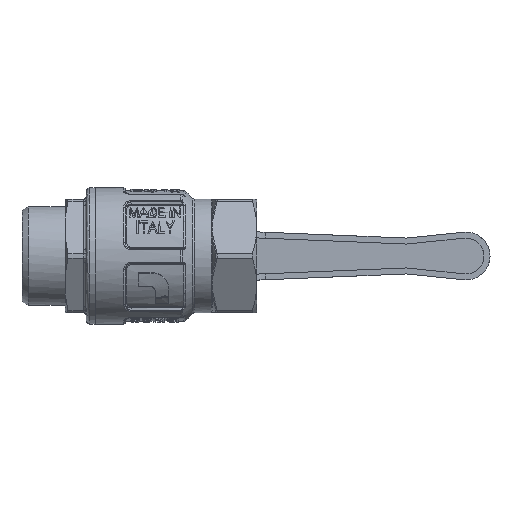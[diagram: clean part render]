
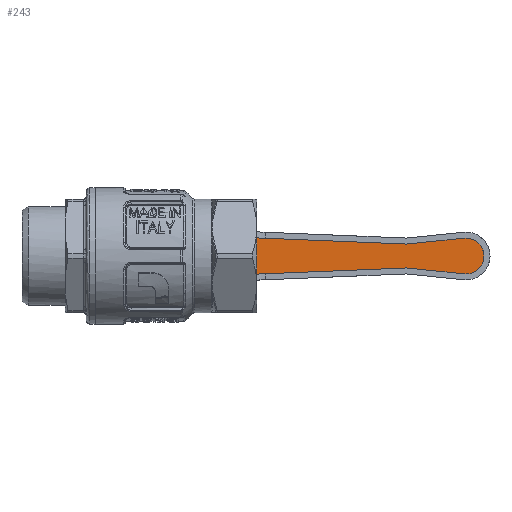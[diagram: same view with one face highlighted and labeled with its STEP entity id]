
A CAD part, front view. The second image highlights one B-rep face of the part: STEP entity #243.
In plain terms, the highlighted planar face has unit normal (0, -1, 0).
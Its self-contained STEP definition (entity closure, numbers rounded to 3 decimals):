
#243 = ADVANCED_FACE ( 'NONE', ( #32719 ), #24401, .F. ) ;
#1324 = VERTEX_POINT ( 'NONE', #17415 ) ;
#1687 = VERTEX_POINT ( 'NONE', #14848 ) ;
#2227 = CARTESIAN_POINT ( 'NONE',  ( 105.784, 56.8, -5.962 ) ) ;
#2261 = CARTESIAN_POINT ( 'NONE',  ( 32.364, 56.8, -6.171 ) ) ;
#2386 = CARTESIAN_POINT ( 'NONE',  ( 105.394, 56.8, 6. ) ) ;
#3306 = EDGE_CURVE ( 'NONE', #14630, #7943, #23750, .T. ) ;
#4513 = CARTESIAN_POINT ( 'NONE',  ( 67.495, 56.8, 4.721 ) ) ;
#4612 = CARTESIAN_POINT ( 'NONE',  ( 105., 56.8, -6. ) ) ;
#4903 = CARTESIAN_POINT ( 'NONE',  ( 104.391, 56.8, -5.969 ) ) ;
#5897 = CARTESIAN_POINT ( 'NONE',  ( 110.808, 56.8, 1.557 ) ) ;
#6042 = CARTESIAN_POINT ( 'NONE',  ( 105., 56.8, 6. ) ) ;
#6212 = CARTESIAN_POINT ( 'NONE',  ( 111., 56.8, 0.394 ) ) ;
#7796 = CARTESIAN_POINT ( 'NONE',  ( 104.593, 56.8, 5.99 ) ) ;
#7943 = VERTEX_POINT ( 'NONE', #33266 ) ;
#7984 = CARTESIAN_POINT ( 'NONE',  ( 32.364, 56.8, -6.171 ) ) ;
#8373 = CARTESIAN_POINT ( 'NONE',  ( 85.061, 56.8, -3.996 ) ) ;
#8394 = EDGE_CURVE ( 'NONE', #17587, #14630, #32631, .T. ) ;
#8543 = ORIENTED_EDGE ( 'NONE', *, *, #3306, .F. ) ;
#9558 = ORIENTED_EDGE ( 'NONE', *, *, #26265, .F. ) ;
#9562 = CARTESIAN_POINT ( 'NONE',  ( 110.208, 56.8, 3.006 ) ) ;
#9886 = CARTESIAN_POINT ( 'NONE',  ( 110.694, 56.8, 1.932 ) ) ;
#10354 = DIRECTION ( 'NONE',  ( 0., 1., 0. ) ) ;
#10639 = ORIENTED_EDGE ( 'NONE', *, *, #26543, .T. ) ;
#10655 = ORIENTED_EDGE ( 'NONE', *, *, #13661, .F. ) ;
#11242 = B_SPLINE_CURVE_WITH_KNOTS ( 'NONE', 3,
 ( #38767, #20564, #21018, #31157 ),
 .UNSPECIFIED., .F., .F.,
 ( 4, 4 ),
 ( 0., 1. ),
 .UNSPECIFIED. ) ;
#11542 = ORIENTED_EDGE ( 'NONE', *, *, #8394, .F. ) ;
#11870 = CARTESIAN_POINT ( 'NONE',  ( 104.391, 56.8, -5.969 ) ) ;
#12082 = CARTESIAN_POINT ( 'NONE',  ( 104.593, 56.8, -5.99 ) ) ;
#12642 = ORIENTED_EDGE ( 'NONE', *, *, #42472, .F. ) ;
#13081 = CARTESIAN_POINT ( 'NONE',  ( 109.77, 56.8, -3.661 ) ) ;
#13251 = CARTESIAN_POINT ( 'NONE',  ( 109.77, 56.8, 3.661 ) ) ;
#13431 = CARTESIAN_POINT ( 'NONE',  ( 67.495, 56.8, -4.721 ) ) ;
#13661 = EDGE_CURVE ( 'NONE', #45814, #1687, #32041, .T. ) ;
#13832 = CARTESIAN_POINT ( 'NONE',  ( 105., 56.8, 0. ) ) ;
#14630 = VERTEX_POINT ( 'NONE', #16896 ) ;
#14848 = CARTESIAN_POINT ( 'NONE',  ( 105., 56.8, 6. ) ) ;
#16867 = CARTESIAN_POINT ( 'NONE',  ( 107.66, 56.8, 5.392 ) ) ;
#16896 = CARTESIAN_POINT ( 'NONE',  ( 104.391, 56.8, -5.969 ) ) ;
#17187 = CARTESIAN_POINT ( 'NONE',  ( 108.661, 56.8, 4.77 ) ) ;
#17270 = B_SPLINE_CURVE_WITH_KNOTS ( 'NONE', 3,
 ( #22586, #33515, #4513, #22752 ),
 .UNSPECIFIED., .F., .F.,
 ( 4, 4 ),
 ( 0., 1. ),
 .UNSPECIFIED. ) ;
#17334 = CARTESIAN_POINT ( 'NONE',  ( 108.964, 56.8, -4.522 ) ) ;
#17415 = CARTESIAN_POINT ( 'NONE',  ( 32.364, 56.8, 6.171 ) ) ;
#17587 = VERTEX_POINT ( 'NONE', #45299 ) ;
#18670 = VERTEX_POINT ( 'NONE', #45566 ) ;
#19247 = VERTEX_POINT ( 'NONE', #7984 ) ;
#20333 = CARTESIAN_POINT ( 'NONE',  ( 105., 56.8, -6. ) ) ;
#20504 = CARTESIAN_POINT ( 'NONE',  ( 110.962, 56.8, -0.784 ) ) ;
#20564 = CARTESIAN_POINT ( 'NONE',  ( 91.504, 56.8, 4.654 ) ) ;
#20697 = AXIS2_PLACEMENT_3D ( 'NONE', #13832, #10354, #35199 ) ;
#20802 = CARTESIAN_POINT ( 'NONE',  ( 106.932, 56.8, 5.694 ) ) ;
#20952 = CARTESIAN_POINT ( 'NONE',  ( 106.557, 56.8, -5.808 ) ) ;
#21018 = CARTESIAN_POINT ( 'NONE',  ( 97.947, 56.8, 5.311 ) ) ;
#22369 = CARTESIAN_POINT ( 'NONE',  ( 104.797, 56.8, 6. ) ) ;
#22586 = CARTESIAN_POINT ( 'NONE',  ( 32.364, 56.8, 6.171 ) ) ;
#22752 = CARTESIAN_POINT ( 'NONE',  ( 85.061, 56.8, 3.996 ) ) ;
#23750 = B_SPLINE_CURVE_WITH_KNOTS ( 'NONE', 3,
 ( #11870, #26402, #33720, #8373 ),
 .UNSPECIFIED., .F., .F.,
 ( 4, 4 ),
 ( 0., 1. ),
 .UNSPECIFIED. ) ;
#24118 = CARTESIAN_POINT ( 'NONE',  ( 105.784, 56.8, 5.962 ) ) ;
#24401 = PLANE ( 'NONE',  #20697 ) ;
#24567 = CARTESIAN_POINT ( 'NONE',  ( 109.521, 56.8, -3.964 ) ) ;
#25672 = CARTESIAN_POINT ( 'NONE',  ( 104.391, 56.8, 5.969 ) ) ;
#26265 = EDGE_CURVE ( 'NONE', #19247, #1324, #33324, .T. ) ;
#26402 = CARTESIAN_POINT ( 'NONE',  ( 97.947, 56.8, -5.311 ) ) ;
#26543 = EDGE_CURVE ( 'NONE', #17587, #1687, #26870, .T. ) ;
#26870 = B_SPLINE_CURVE_WITH_KNOTS ( 'NONE', 3,
 ( #20333, #35223, #2227, #20952, #27432, #31561, #45967, #39006, #17334, #24567, #13081, #31089, #38372, #34905, #27573, #20504, #45785, #6212, #45638, #5897, #9886, #31256, #9562, #13251, #38539, #38861, #17187, #42467, #16867, #20802, #42161, #24118, #2386, #6042 ),
 .UNSPECIFIED., .F., .F.,
 ( 4, 2, 2, 2, 2, 2, 2, 2, 2, 2, 2, 2, 2, 2, 2, 2, 4 ),
 ( 0., 0.063, 0.125, 0.188, 0.25, 0.313, 0.375, 0.438, 0.5, 0.562, 0.625, 0.687, 0.75, 0.813, 0.875, 0.938, 1. ),
 .UNSPECIFIED. ) ;
#27432 = CARTESIAN_POINT ( 'NONE',  ( 106.932, 56.8, -5.694 ) ) ;
#27573 = CARTESIAN_POINT ( 'NONE',  ( 110.808, 56.8, -1.557 ) ) ;
#27601 = CARTESIAN_POINT ( 'NONE',  ( 49.93, 56.8, -5.446 ) ) ;
#29467 = CARTESIAN_POINT ( 'NONE',  ( 105., 56.8, 6. ) ) ;
#30585 = CARTESIAN_POINT ( 'NONE',  ( 104.797, 56.8, -6. ) ) ;
#31089 = CARTESIAN_POINT ( 'NONE',  ( 110.208, 56.8, -3.006 ) ) ;
#31157 = CARTESIAN_POINT ( 'NONE',  ( 104.391, 56.8, 5.969 ) ) ;
#31256 = CARTESIAN_POINT ( 'NONE',  ( 110.392, 56.8, 2.66 ) ) ;
#31519 = EDGE_CURVE ( 'NONE', #18670, #45814, #11242, .T. ) ;
#31561 = CARTESIAN_POINT ( 'NONE',  ( 107.66, 56.8, -5.392 ) ) ;
#32041 = B_SPLINE_CURVE_WITH_KNOTS ( 'NONE', 3,
 ( #25672, #7796, #22369, #29467 ),
 .UNSPECIFIED., .F., .F.,
 ( 4, 4 ),
 ( 0., 1. ),
 .UNSPECIFIED. ) ;
#32115 = B_SPLINE_CURVE_WITH_KNOTS ( 'NONE', 3,
 ( #38403, #13431, #27601, #2261 ),
 .UNSPECIFIED., .F., .F.,
 ( 4, 4 ),
 ( 0., 1. ),
 .UNSPECIFIED. ) ;
#32552 = CARTESIAN_POINT ( 'NONE',  ( 32.364, 56.8, -6.171 ) ) ;
#32631 = B_SPLINE_CURVE_WITH_KNOTS ( 'NONE', 3,
 ( #4612, #30585, #12082, #4903 ),
 .UNSPECIFIED., .F., .F.,
 ( 4, 4 ),
 ( 0., 1. ),
 .UNSPECIFIED. ) ;
#32719 = FACE_OUTER_BOUND ( 'NONE', #40897, .T. ) ;
#33266 = CARTESIAN_POINT ( 'NONE',  ( 85.061, 56.8, -3.996 ) ) ;
#33324 = B_SPLINE_CURVE_WITH_KNOTS ( 'NONE', 3,
 ( #32552, #36509, #39986, #43764 ),
 .UNSPECIFIED., .F., .F.,
 ( 4, 4 ),
 ( 0., 1. ),
 .UNSPECIFIED. ) ;
#33515 = CARTESIAN_POINT ( 'NONE',  ( 49.93, 56.8, 5.446 ) ) ;
#33720 = CARTESIAN_POINT ( 'NONE',  ( 91.504, 56.8, -4.654 ) ) ;
#34212 = ORIENTED_EDGE ( 'NONE', *, *, #31519, .F. ) ;
#34905 = CARTESIAN_POINT ( 'NONE',  ( 110.694, 56.8, -1.932 ) ) ;
#35199 = DIRECTION ( 'NONE',  ( 1., 0., 0. ) ) ;
#35223 = CARTESIAN_POINT ( 'NONE',  ( 105.394, 56.8, -6. ) ) ;
#36509 = CARTESIAN_POINT ( 'NONE',  ( 32.364, 56.8, -2.057 ) ) ;
#37111 = ORIENTED_EDGE ( 'NONE', *, *, #41678, .F. ) ;
#38372 = CARTESIAN_POINT ( 'NONE',  ( 110.392, 56.8, -2.66 ) ) ;
#38403 = CARTESIAN_POINT ( 'NONE',  ( 85.061, 56.8, -3.996 ) ) ;
#38539 = CARTESIAN_POINT ( 'NONE',  ( 109.522, 56.8, 3.964 ) ) ;
#38767 = CARTESIAN_POINT ( 'NONE',  ( 85.061, 56.8, 3.996 ) ) ;
#38861 = CARTESIAN_POINT ( 'NONE',  ( 108.964, 56.8, 4.521 ) ) ;
#39006 = CARTESIAN_POINT ( 'NONE',  ( 108.661, 56.8, -4.77 ) ) ;
#39986 = CARTESIAN_POINT ( 'NONE',  ( 32.364, 56.8, 2.057 ) ) ;
#40897 = EDGE_LOOP ( 'NONE', ( #8543, #11542, #10639, #10655, #34212, #37111, #9558, #12642 ) ) ;
#41678 = EDGE_CURVE ( 'NONE', #1324, #18670, #17270, .T. ) ;
#42161 = CARTESIAN_POINT ( 'NONE',  ( 106.557, 56.8, 5.808 ) ) ;
#42467 = CARTESIAN_POINT ( 'NONE',  ( 108.006, 56.8, 5.208 ) ) ;
#42472 = EDGE_CURVE ( 'NONE', #7943, #19247, #32115, .T. ) ;
#43764 = CARTESIAN_POINT ( 'NONE',  ( 32.364, 56.8, 6.171 ) ) ;
#45299 = CARTESIAN_POINT ( 'NONE',  ( 105., 56.8, -6. ) ) ;
#45566 = CARTESIAN_POINT ( 'NONE',  ( 85.061, 56.8, 3.996 ) ) ;
#45638 = CARTESIAN_POINT ( 'NONE',  ( 110.962, 56.8, 0.784 ) ) ;
#45785 = CARTESIAN_POINT ( 'NONE',  ( 111., 56.8, -0.394 ) ) ;
#45814 = VERTEX_POINT ( 'NONE', #46310 ) ;
#45967 = CARTESIAN_POINT ( 'NONE',  ( 108.006, 56.8, -5.208 ) ) ;
#46310 = CARTESIAN_POINT ( 'NONE',  ( 104.391, 56.8, 5.969 ) ) ;
